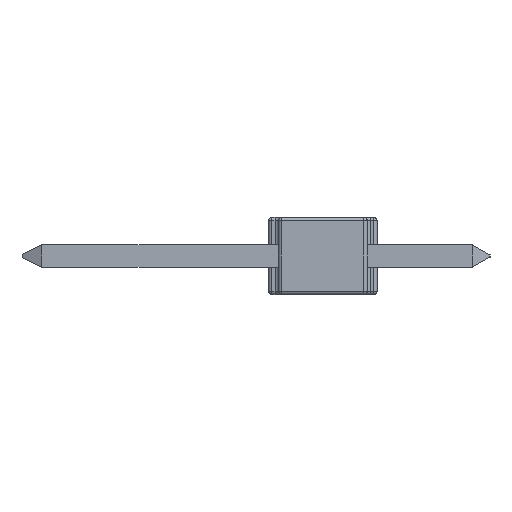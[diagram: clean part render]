
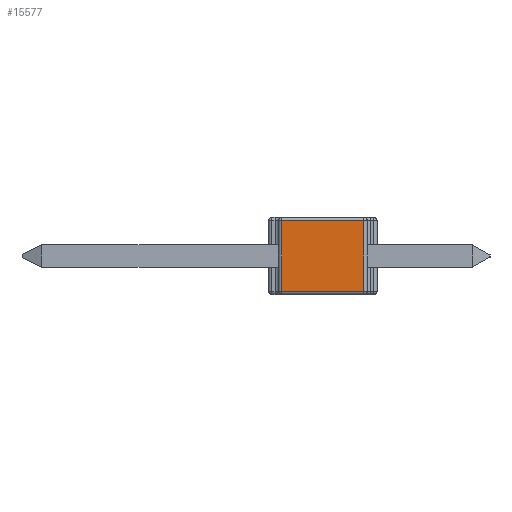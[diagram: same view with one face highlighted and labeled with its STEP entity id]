
A CAD part, left-side view. The second image highlights one B-rep face of the part: STEP entity #15577.
In plain terms, the highlighted planar face has unit normal (-1, 0, 0).
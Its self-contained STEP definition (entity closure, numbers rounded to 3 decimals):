
#473 = CARTESIAN_POINT ( 'NONE',  ( -26.545, -2.7, -1.07 ) ) ;
#1059 = VECTOR ( 'NONE', #2243, 1000. ) ;
#1609 = LINE ( 'NONE', #473, #1059 ) ;
#1824 = EDGE_LOOP ( 'NONE', ( #20108, #19245, #17586, #5526 ) ) ;
#2243 = DIRECTION ( 'NONE',  ( 0., -1., 0. ) ) ;
#5141 = VERTEX_POINT ( 'NONE', #18766 ) ;
#5526 = ORIENTED_EDGE ( 'NONE', *, *, #16870, .T. ) ;
#5672 = EDGE_CURVE ( 'NONE', #10057, #8062, #1609, .T. ) ;
#6033 = DIRECTION ( 'NONE',  ( 0., 0., -1. ) ) ;
#6708 = VECTOR ( 'NONE', #8133, 1000. ) ;
#6716 = CARTESIAN_POINT ( 'NONE',  ( -26.545, -0.1, -1.07 ) ) ;
#8062 = VERTEX_POINT ( 'NONE', #16629 ) ;
#8113 = PLANE ( 'NONE',  #12349 ) ;
#8133 = DIRECTION ( 'NONE',  ( 0., 1., 0. ) ) ;
#8891 = CARTESIAN_POINT ( 'NONE',  ( -26.545, -0.1, 1.07 ) ) ;
#9157 = DIRECTION ( 'NONE',  ( 0., 0., 1. ) ) ;
#9457 = CARTESIAN_POINT ( 'NONE',  ( -26.545, -0.1, -1.17 ) ) ;
#9775 = EDGE_CURVE ( 'NONE', #8062, #5141, #19404, .T. ) ;
#9935 = DIRECTION ( 'NONE',  ( -1., 0., 0. ) ) ;
#10057 = VERTEX_POINT ( 'NONE', #6716 ) ;
#10172 = VECTOR ( 'NONE', #6033, 1000. ) ;
#11354 = LINE ( 'NONE', #15100, #6708 ) ;
#12349 = AXIS2_PLACEMENT_3D ( 'NONE', #20452, #9935, #22222 ) ;
#12691 = CARTESIAN_POINT ( 'NONE',  ( -26.545, -2.6, 1.17 ) ) ;
#12994 = FACE_OUTER_BOUND ( 'NONE', #1824, .T. ) ;
#14847 = LINE ( 'NONE', #9457, #10172 ) ;
#15092 = EDGE_CURVE ( 'NONE', #5141, #17192, #11354, .T. ) ;
#15100 = CARTESIAN_POINT ( 'NONE',  ( -26.545, -2.7, 1.07 ) ) ;
#15577 = ADVANCED_FACE ( 'NONE', ( #12994 ), #8113, .T. ) ;
#16629 = CARTESIAN_POINT ( 'NONE',  ( -26.545, -2.6, -1.07 ) ) ;
#16870 = EDGE_CURVE ( 'NONE', #17192, #10057, #14847, .T. ) ;
#17192 = VERTEX_POINT ( 'NONE', #8891 ) ;
#17586 = ORIENTED_EDGE ( 'NONE', *, *, #15092, .T. ) ;
#18766 = CARTESIAN_POINT ( 'NONE',  ( -26.545, -2.6, 1.07 ) ) ;
#18849 = VECTOR ( 'NONE', #9157, 1000. ) ;
#19245 = ORIENTED_EDGE ( 'NONE', *, *, #9775, .T. ) ;
#19404 = LINE ( 'NONE', #12691, #18849 ) ;
#20108 = ORIENTED_EDGE ( 'NONE', *, *, #5672, .T. ) ;
#20452 = CARTESIAN_POINT ( 'NONE',  ( -26.545, -2.7, -1.17 ) ) ;
#22222 = DIRECTION ( 'NONE',  ( 0., 0., 1. ) ) ;
